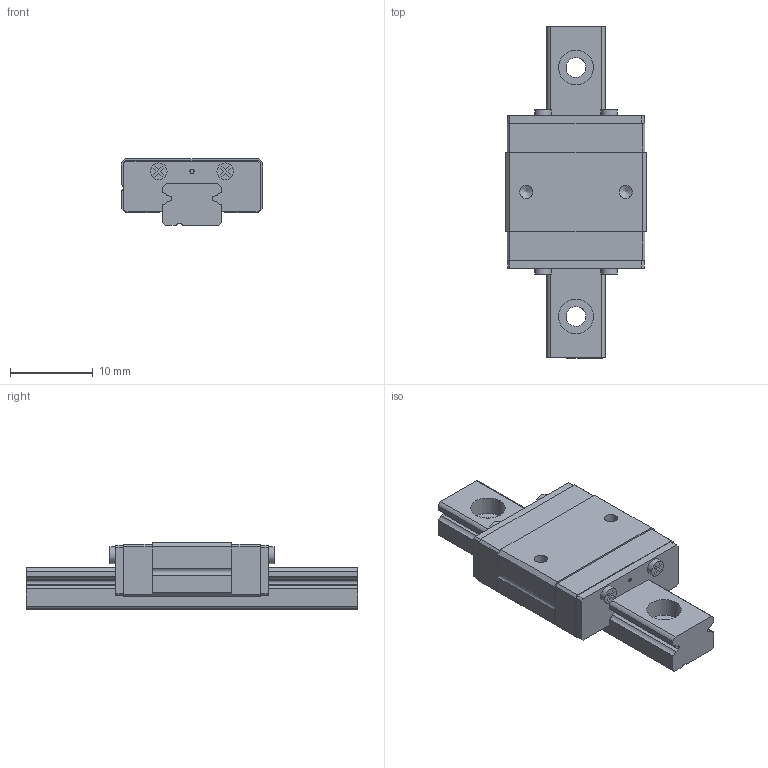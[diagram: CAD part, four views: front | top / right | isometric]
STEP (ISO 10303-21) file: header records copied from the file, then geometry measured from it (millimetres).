
FILE_DESCRIPTION(/* description */ ('Unknown'),/* implementation_level */ '2;1');
FILE_NAME(/* name */ 'M7CUU1-40L5_5',/* time_stamp */ '2024-04-01T14:45:28+09:00',/* author */ ('Unknown'),/* organization */ ('Unknown'),/* preprocessor_version */ 'ST-DEVELOPER v18.102',/* originating_system */ 'Solid Edge',/* authorisation */ 'Unknown');
FILE_SCHEMA (('AUTOMOTIVE_DESIGN {1 0 10303 214 3 1 1}'));
Length unit declared in the file: millimetre
Products named in the file (3): thisAsm; M7_RAIL; M7C_BLOCK
Assembly tree (2 placements, depth 2):
  thisAsm
    M7_RAIL
    M7C_BLOCK
Bounding box: 17 x 40 x 8 mm (x, y, z)
Volume: 2727.4 mm3; surface area: 2465.6 mm2
Topology: 2 solids, 2 shells, 165 faces, 453 edges, 302 vertices
Faces by surface type: plane 129, cylinder 34, cone 2
Full cylindrical faces by diameter (mm): 0.5 x2, 1.567 x2, 2 x4, 2.4 x3, 4.2 x3
Entity records: 6056 total; most frequent: CARTESIAN_POINT 903, ORIENTED_EDGE 856, DIRECTION 831, EDGE_CURVE 428, LINE 355, VECTOR 355, VERTEX_POINT 295, AXIS2_PLACEMENT_3D 238
